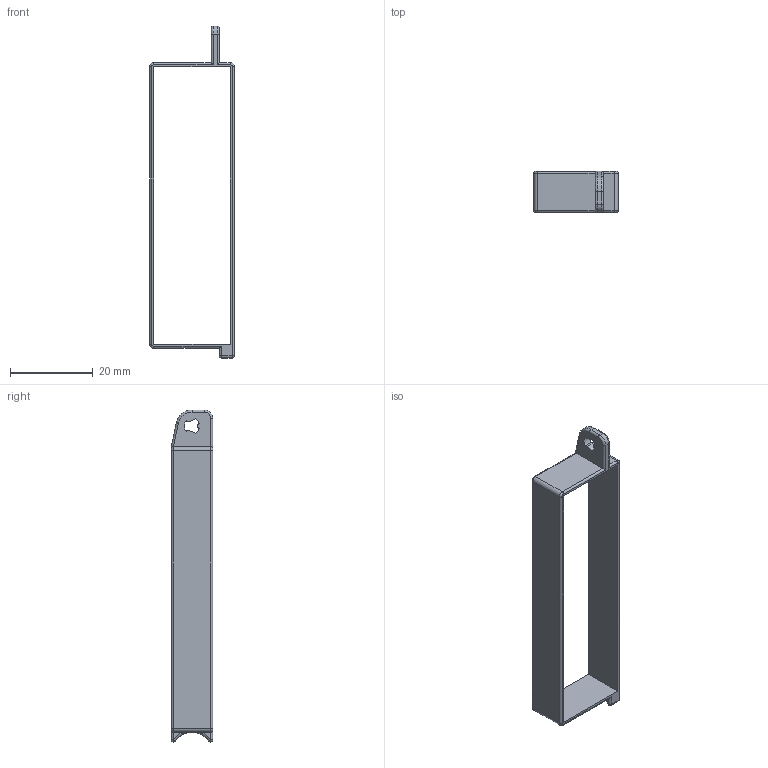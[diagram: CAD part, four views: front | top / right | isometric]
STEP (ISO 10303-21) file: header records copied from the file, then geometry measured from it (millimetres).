
FILE_DESCRIPTION(/* description */ (''),/* implementation_level */ '2;1');
FILE_NAME(/* name */ 'Battery Mount V1.stp',/* time_stamp */ '2025-07-24T16:38:33-04:00',/* author */ ('vncnt'),/* organization */ (''),/* preprocessor_version */ 'ST-DEVELOPER v20',/* originating_system */ 'Autodesk Inventor 2025',/* authorisation */ '');
FILE_SCHEMA (('AUTOMOTIVE_DESIGN { 1 0 10303 214 3 1 1 }'));
Length unit declared in the file: millimetre
Products named in the file (1): Battery Mount V1
Bounding box: 20.5 x 10 x 80.21 mm (x, y, z)
Volume: 1892.8 mm3; surface area: 3975.6 mm2
Topology: 1 solids, 1 shells, 70 faces, 167 edges, 97 vertices
Faces by surface type: cylinder 32, plane 19, bspline 8, torus 7, sphere 4
Entity records: 2146 total; most frequent: CARTESIAN_POINT 469, DIRECTION 367, ORIENTED_EDGE 330, EDGE_CURVE 165, AXIS2_PLACEMENT_3D 143, VERTEX_POINT 97, LINE 81, VECTOR 81
